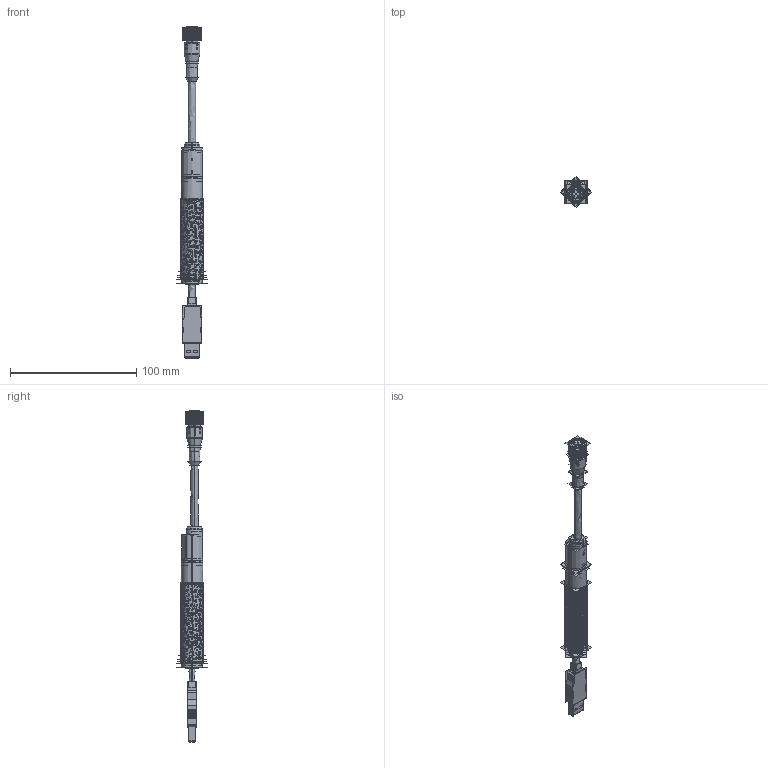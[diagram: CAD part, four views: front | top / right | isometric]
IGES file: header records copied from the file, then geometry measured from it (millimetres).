
Start section:  PTC IGES file: 206933.igs
Global section: file name: 206933.igs; native system: Creo Parametric by PTC Inc.; preprocessor: 2016260; author: pdmadmin; organization: Unknown; date: 20180521.155802; units: millimetre
Bounding box: 24.29 x 24.29 x 262.79 mm (x, y, z)
Volume: 16408.8 mm3; surface area: 819466.3 mm2
Topology: 16 solids, 88 shells, 9574 faces, 43005 edges, 51522 vertices
Faces by surface type: bspline 6930, revolution 2644
